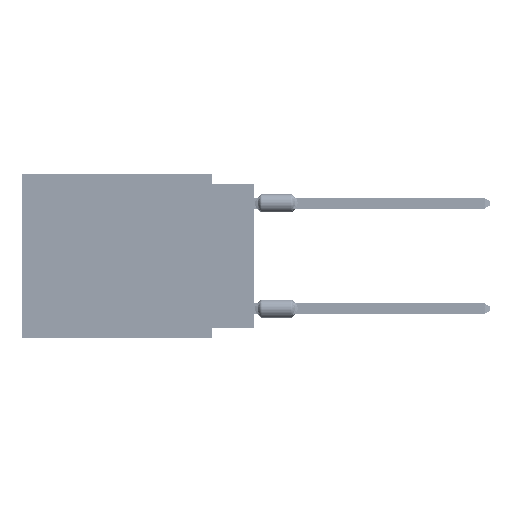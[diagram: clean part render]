
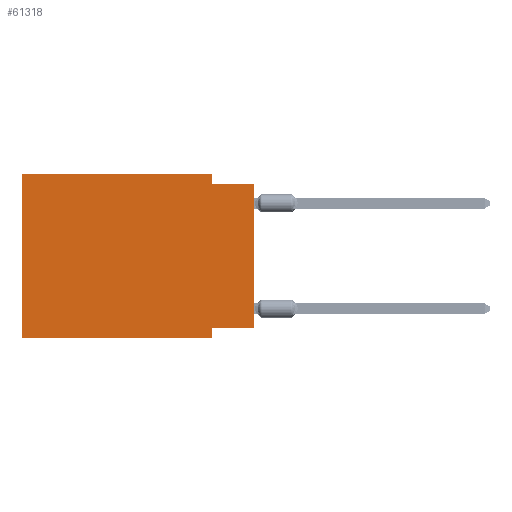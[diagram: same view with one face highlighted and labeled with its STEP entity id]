
A CAD part, left-side view. The second image highlights one B-rep face of the part: STEP entity #61318.
In plain terms, the highlighted planar face has unit normal (-1, 0, 0).
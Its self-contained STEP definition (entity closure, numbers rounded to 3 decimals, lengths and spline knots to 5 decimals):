
#444 = DIRECTION ( 'NONE',  ( 0., 1., 0. ) ) ;
#3345 = VERTEX_POINT ( 'NONE', #69982 ) ;
#4061 = DIRECTION ( 'NONE',  ( 0., -1., 0. ) ) ;
#4800 = VECTOR ( 'NONE', #30794, 39.37008 ) ;
#6094 = CARTESIAN_POINT ( 'NONE',  ( 0., 0.55, -0.39 ) ) ;
#6351 = VERTEX_POINT ( 'NONE', #9919 ) ;
#6580 = CARTESIAN_POINT ( 'NONE',  ( 0., 0., -0.365 ) ) ;
#7353 = LINE ( 'NONE', #12759, #4800 ) ;
#9919 = CARTESIAN_POINT ( 'NONE',  ( 0., 0.1, -0.025 ) ) ;
#11548 = CARTESIAN_POINT ( 'NONE',  ( 0., 0.1, -0.39 ) ) ;
#11681 = DIRECTION ( 'NONE',  ( 1., 0., 0. ) ) ;
#11881 = VECTOR ( 'NONE', #43252, 39.37008 ) ;
#12068 = CARTESIAN_POINT ( 'NONE',  ( 0., 0., -0.365 ) ) ;
#12759 = CARTESIAN_POINT ( 'NONE',  ( 0., 0.1, -0.39 ) ) ;
#14551 = EDGE_CURVE ( 'NONE', #33354, #6351, #69230, .T. ) ;
#15762 = DIRECTION ( 'NONE',  ( 0., 0., -1. ) ) ;
#16448 = VECTOR ( 'NONE', #444, 39.37008 ) ;
#24880 = ORIENTED_EDGE ( 'NONE', *, *, #49884, .F. ) ;
#24993 = CARTESIAN_POINT ( 'NONE',  ( 0., 0., 0. ) ) ;
#25804 = VERTEX_POINT ( 'NONE', #6094 ) ;
#27579 = EDGE_CURVE ( 'NONE', #3345, #55075, #7353, .T. ) ;
#28737 = ORIENTED_EDGE ( 'NONE', *, *, #27579, .F. ) ;
#30220 = DIRECTION ( 'NONE',  ( 0., 0., 1. ) ) ;
#30497 = CARTESIAN_POINT ( 'NONE',  ( 0., 0.1, 0. ) ) ;
#30794 = DIRECTION ( 'NONE',  ( 0., 0., -1. ) ) ;
#30821 = EDGE_CURVE ( 'NONE', #25804, #55075, #55659, .T. ) ;
#31784 = CARTESIAN_POINT ( 'NONE',  ( 0., 0.55, -0.39 ) ) ;
#33354 = VERTEX_POINT ( 'NONE', #30497 ) ;
#34199 = CARTESIAN_POINT ( 'NONE',  ( 0., 0.1, 0. ) ) ;
#35568 = ORIENTED_EDGE ( 'NONE', *, *, #75376, .F. ) ;
#37261 = ORIENTED_EDGE ( 'NONE', *, *, #57497, .F. ) ;
#38615 = LINE ( 'NONE', #48638, #11881 ) ;
#39047 = VECTOR ( 'NONE', #30220, 39.37008 ) ;
#39677 = LINE ( 'NONE', #75476, #46699 ) ;
#39735 = ORIENTED_EDGE ( 'NONE', *, *, #30821, .T. ) ;
#40342 = EDGE_CURVE ( 'NONE', #57697, #40712, #60812, .T. ) ;
#40712 = VERTEX_POINT ( 'NONE', #59481 ) ;
#41793 = CARTESIAN_POINT ( 'NONE',  ( 0., 0.55, 0. ) ) ;
#43252 = DIRECTION ( 'NONE',  ( 0., -1., 0. ) ) ;
#44720 = ORIENTED_EDGE ( 'NONE', *, *, #40342, .T. ) ;
#46591 = DIRECTION ( 'NONE',  ( 0., -1., 0. ) ) ;
#46699 = VECTOR ( 'NONE', #46591, 39.37008 ) ;
#47343 = LINE ( 'NONE', #6580, #16448 ) ;
#47868 = ORIENTED_EDGE ( 'NONE', *, *, #66549, .F. ) ;
#48638 = CARTESIAN_POINT ( 'NONE',  ( 0., 0., -0.025 ) ) ;
#49884 = EDGE_CURVE ( 'NONE', #64924, #33354, #39677, .T. ) ;
#50094 = CARTESIAN_POINT ( 'NONE',  ( 0., 0.55, 0. ) ) ;
#50460 = VECTOR ( 'NONE', #15762, 39.37008 ) ;
#51710 = PLANE ( 'NONE',  #58776 ) ;
#53058 = VECTOR ( 'NONE', #4061, 39.37008 ) ;
#55075 = VERTEX_POINT ( 'NONE', #11548 ) ;
#55659 = LINE ( 'NONE', #31784, #53058 ) ;
#57013 = VECTOR ( 'NONE', #72362, 39.37008 ) ;
#57497 = EDGE_CURVE ( 'NONE', #6351, #40712, #38615, .T. ) ;
#57697 = VERTEX_POINT ( 'NONE', #12068 ) ;
#58776 = AXIS2_PLACEMENT_3D ( 'NONE', #63645, #11681, #65513 ) ;
#59481 = CARTESIAN_POINT ( 'NONE',  ( 0., 0., -0.025 ) ) ;
#60812 = LINE ( 'NONE', #24993, #57013 ) ;
#61318 = ADVANCED_FACE ( 'NONE', ( #69784 ), #51710, .F. ) ;
#63645 = CARTESIAN_POINT ( 'NONE',  ( 0., 0.55, 0. ) ) ;
#64100 = ORIENTED_EDGE ( 'NONE', *, *, #14551, .F. ) ;
#64924 = VERTEX_POINT ( 'NONE', #50094 ) ;
#65277 = LINE ( 'NONE', #41793, #39047 ) ;
#65513 = DIRECTION ( 'NONE',  ( 0., 0., -1. ) ) ;
#66549 = EDGE_CURVE ( 'NONE', #57697, #3345, #47343, .T. ) ;
#69230 = LINE ( 'NONE', #34199, #50460 ) ;
#69784 = FACE_OUTER_BOUND ( 'NONE', #72526, .T. ) ;
#69982 = CARTESIAN_POINT ( 'NONE',  ( 0., 0.1, -0.365 ) ) ;
#72362 = DIRECTION ( 'NONE',  ( 0., 0., 1. ) ) ;
#72526 = EDGE_LOOP ( 'NONE', ( #44720, #37261, #64100, #24880, #35568, #39735, #28737, #47868 ) ) ;
#75376 = EDGE_CURVE ( 'NONE', #25804, #64924, #65277, .T. ) ;
#75476 = CARTESIAN_POINT ( 'NONE',  ( 0., 0.55, 0. ) ) ;
